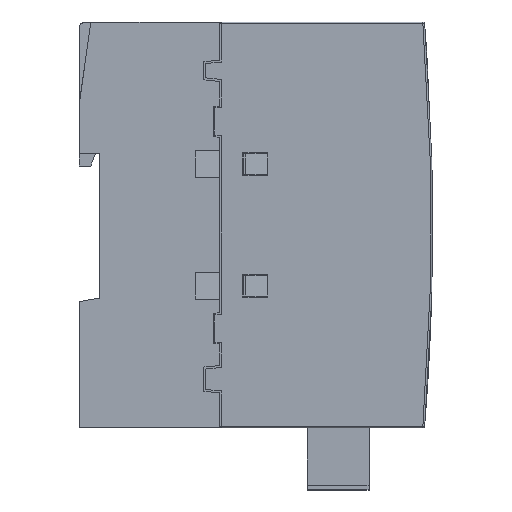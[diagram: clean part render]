
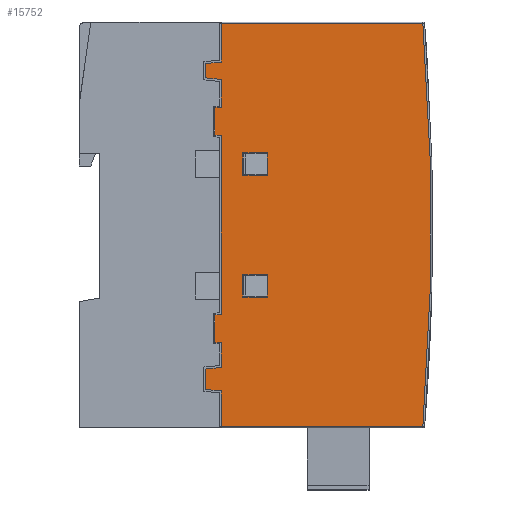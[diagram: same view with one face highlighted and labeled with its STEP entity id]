
A CAD part, left-side view. The second image highlights one B-rep face of the part: STEP entity #15752.
In plain terms, the highlighted planar face has unit normal (-1, 0, 0).
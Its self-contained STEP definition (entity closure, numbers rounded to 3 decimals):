
#15752=ADVANCED_FACE('NONE',(#19405,#19406,#19407),#17553,.F.);
#17553=PLANE('',#52984);
#18915=CIRCLE('',#52983,614.6);
#19405=FACE_BOUND('',#19984,.T.);
#19406=FACE_BOUND('',#19985,.T.);
#19407=FACE_BOUND('',#19986,.T.);
#19984=EDGE_LOOP('',(#23694,#23695,#23696,#23697,#23698,#23699,#23700,#23701,
#23702,#23703,#23704,#23705,#23706,#23707,#23708,#23709,#23710,#23711,#23712,
#23713));
#19985=EDGE_LOOP('',(#23714,#23715,#23716,#23717));
#19986=EDGE_LOOP('',(#23718,#23719,#23720,#23721));
#23694=ORIENTED_EDGE('',*,*,#38989,.T.);
#23695=ORIENTED_EDGE('',*,*,#38990,.T.);
#23696=ORIENTED_EDGE('',*,*,#38991,.T.);
#23697=ORIENTED_EDGE('',*,*,#38992,.T.);
#23698=ORIENTED_EDGE('',*,*,#38993,.T.);
#23699=ORIENTED_EDGE('',*,*,#38994,.T.);
#23700=ORIENTED_EDGE('',*,*,#38995,.T.);
#23701=ORIENTED_EDGE('',*,*,#38996,.T.);
#23702=ORIENTED_EDGE('',*,*,#38997,.T.);
#23703=ORIENTED_EDGE('',*,*,#38998,.T.);
#23704=ORIENTED_EDGE('',*,*,#38999,.T.);
#23705=ORIENTED_EDGE('',*,*,#39000,.T.);
#23706=ORIENTED_EDGE('',*,*,#39001,.T.);
#23707=ORIENTED_EDGE('',*,*,#39002,.T.);
#23708=ORIENTED_EDGE('',*,*,#39003,.T.);
#23709=ORIENTED_EDGE('',*,*,#39004,.T.);
#23710=ORIENTED_EDGE('',*,*,#39005,.T.);
#23711=ORIENTED_EDGE('',*,*,#39006,.T.);
#23712=ORIENTED_EDGE('',*,*,#39007,.T.);
#23713=ORIENTED_EDGE('',*,*,#39008,.T.);
#23714=ORIENTED_EDGE('',*,*,#39009,.T.);
#23715=ORIENTED_EDGE('',*,*,#38465,.T.);
#23716=ORIENTED_EDGE('',*,*,#39010,.T.);
#23717=ORIENTED_EDGE('',*,*,#39011,.T.);
#23718=ORIENTED_EDGE('',*,*,#39012,.T.);
#23719=ORIENTED_EDGE('',*,*,#38481,.T.);
#23720=ORIENTED_EDGE('',*,*,#39013,.T.);
#23721=ORIENTED_EDGE('',*,*,#39014,.T.);
#33460=VERTEX_POINT('',#68216);
#33461=VERTEX_POINT('',#68218);
#33474=VERTEX_POINT('',#68248);
#33475=VERTEX_POINT('',#68250);
#33859=VERTEX_POINT('',#69191);
#33860=VERTEX_POINT('',#69192);
#33861=VERTEX_POINT('',#69194);
#33862=VERTEX_POINT('',#69196);
#33863=VERTEX_POINT('',#69198);
#33864=VERTEX_POINT('',#69200);
#33865=VERTEX_POINT('',#69202);
#33866=VERTEX_POINT('',#69204);
#33867=VERTEX_POINT('',#69206);
#33868=VERTEX_POINT('',#69208);
#33869=VERTEX_POINT('',#69210);
#33870=VERTEX_POINT('',#69212);
#33871=VERTEX_POINT('',#69214);
#33872=VERTEX_POINT('',#69216);
#33873=VERTEX_POINT('',#69218);
#33874=VERTEX_POINT('',#69220);
#33875=VERTEX_POINT('',#69222);
#33876=VERTEX_POINT('',#69224);
#33877=VERTEX_POINT('',#69226);
#33878=VERTEX_POINT('',#69228);
#33879=VERTEX_POINT('',#69231);
#33880=VERTEX_POINT('',#69233);
#33881=VERTEX_POINT('',#69236);
#33882=VERTEX_POINT('',#69238);
#38465=EDGE_CURVE('NONE',#33461,#33460,#44802,.T.);
#38481=EDGE_CURVE('NONE',#33475,#33474,#44818,.T.);
#38989=EDGE_CURVE('NONE',#33859,#33860,#45302,.T.);
#38990=EDGE_CURVE('NONE',#33860,#33861,#45303,.T.);
#38991=EDGE_CURVE('NONE',#33861,#33862,#18915,.T.);
#38992=EDGE_CURVE('NONE',#33862,#33863,#45304,.T.);
#38993=EDGE_CURVE('NONE',#33863,#33864,#45305,.T.);
#38994=EDGE_CURVE('NONE',#33864,#33865,#45306,.T.);
#38995=EDGE_CURVE('NONE',#33865,#33866,#45307,.T.);
#38996=EDGE_CURVE('NONE',#33866,#33867,#45308,.T.);
#38997=EDGE_CURVE('NONE',#33867,#33868,#45309,.T.);
#38998=EDGE_CURVE('NONE',#33868,#33869,#45310,.T.);
#38999=EDGE_CURVE('NONE',#33869,#33870,#45311,.T.);
#39000=EDGE_CURVE('NONE',#33870,#33871,#45312,.T.);
#39001=EDGE_CURVE('NONE',#33871,#33872,#45313,.T.);
#39002=EDGE_CURVE('NONE',#33872,#33873,#45314,.T.);
#39003=EDGE_CURVE('NONE',#33873,#33874,#45315,.T.);
#39004=EDGE_CURVE('NONE',#33874,#33875,#45316,.T.);
#39005=EDGE_CURVE('NONE',#33875,#33876,#45317,.T.);
#39006=EDGE_CURVE('NONE',#33876,#33877,#45318,.T.);
#39007=EDGE_CURVE('NONE',#33877,#33878,#45319,.T.);
#39008=EDGE_CURVE('NONE',#33878,#33859,#45320,.T.);
#39009=EDGE_CURVE('NONE',#33879,#33461,#45321,.T.);
#39010=EDGE_CURVE('NONE',#33460,#33880,#45322,.T.);
#39011=EDGE_CURVE('NONE',#33880,#33879,#45323,.T.);
#39012=EDGE_CURVE('NONE',#33881,#33475,#45324,.T.);
#39013=EDGE_CURVE('NONE',#33474,#33882,#45325,.T.);
#39014=EDGE_CURVE('NONE',#33882,#33881,#45326,.T.);
#44802=LINE('',#68217,#49305);
#44818=LINE('',#68249,#49321);
#45302=LINE('',#69190,#49805);
#45303=LINE('',#69193,#49806);
#45304=LINE('',#69197,#49807);
#45305=LINE('',#69199,#49808);
#45306=LINE('',#69201,#49809);
#45307=LINE('',#69203,#49810);
#45308=LINE('',#69205,#49811);
#45309=LINE('',#69207,#49812);
#45310=LINE('',#69209,#49813);
#45311=LINE('',#69211,#49814);
#45312=LINE('',#69213,#49815);
#45313=LINE('',#69215,#49816);
#45314=LINE('',#69217,#49817);
#45315=LINE('',#69219,#49818);
#45316=LINE('',#69221,#49819);
#45317=LINE('',#69223,#49820);
#45318=LINE('',#69225,#49821);
#45319=LINE('',#69227,#49822);
#45320=LINE('',#69229,#49823);
#45321=LINE('',#69230,#49824);
#45322=LINE('',#69232,#49825);
#45323=LINE('',#69234,#49826);
#45324=LINE('',#69235,#49827);
#45325=LINE('',#69237,#49828);
#45326=LINE('',#69239,#49829);
#49305=VECTOR('',#57185,1.);
#49321=VECTOR('',#57205,1.);
#49805=VECTOR('',#57803,1.);
#49806=VECTOR('',#57804,1.);
#49807=VECTOR('',#57807,1.);
#49808=VECTOR('',#57808,1.);
#49809=VECTOR('',#57809,1.);
#49810=VECTOR('',#57810,1.);
#49811=VECTOR('',#57811,1.);
#49812=VECTOR('',#57812,1.);
#49813=VECTOR('',#57813,1.);
#49814=VECTOR('',#57814,1.);
#49815=VECTOR('',#57815,1.);
#49816=VECTOR('',#57816,1.);
#49817=VECTOR('',#57817,1.);
#49818=VECTOR('',#57818,1.);
#49819=VECTOR('',#57819,1.);
#49820=VECTOR('',#57820,1.);
#49821=VECTOR('',#57821,1.);
#49822=VECTOR('',#57822,1.);
#49823=VECTOR('',#57823,1.);
#49824=VECTOR('',#57824,1.);
#49825=VECTOR('',#57825,1.);
#49826=VECTOR('',#57826,1.);
#49827=VECTOR('',#57827,1.);
#49828=VECTOR('',#57828,1.);
#49829=VECTOR('',#57829,1.);
#52983=AXIS2_PLACEMENT_3D('',#69195,#57805,#57806);
#52984=AXIS2_PLACEMENT_3D('',#69240,#57830,#57831);
#57185=DIRECTION('',(0.,-1.,0.));
#57205=DIRECTION('',(0.,-1.,0.));
#57803=DIRECTION('',(0.,-1.,0.));
#57804=DIRECTION('',(0.,0.,1.));
#57805=DIRECTION('',(-1.,0.,0.));
#57806=DIRECTION('',(0.,0.,-1.));
#57807=DIRECTION('',(0.,0.,-1.));
#57808=DIRECTION('',(0.,-1.,0.));
#57809=DIRECTION('',(0.,-0.101,-0.995));
#57810=DIRECTION('',(0.,-1.,0.));
#57811=DIRECTION('',(0.,-0.101,0.995));
#57812=DIRECTION('',(0.,-1.,0.));
#57813=DIRECTION('',(0.,-0.017,-1.));
#57814=DIRECTION('',(0.,-1.,0.));
#57815=DIRECTION('',(0.,-0.087,0.996));
#57816=DIRECTION('',(0.,-1.,0.));
#57817=DIRECTION('',(0.,-0.087,-0.996));
#57818=DIRECTION('',(0.,-1.,0.));
#57819=DIRECTION('',(0.,-0.017,1.));
#57820=DIRECTION('',(0.,-1.,0.));
#57821=DIRECTION('',(0.,-0.101,-0.995));
#57822=DIRECTION('',(0.,-1.,0.));
#57823=DIRECTION('',(0.,-0.101,0.995));
#57824=DIRECTION('',(0.,0.,1.));
#57825=DIRECTION('',(0.,0.,-1.));
#57826=DIRECTION('',(0.,1.,0.));
#57827=DIRECTION('',(0.,0.,1.));
#57828=DIRECTION('',(0.,0.,-1.));
#57829=DIRECTION('',(0.,1.,0.));
#57830=DIRECTION('',(1.,0.,0.));
#57831=DIRECTION('',(0.,1.,0.));
#68216=CARTESIAN_POINT('',(-22.5,-17.75,11.3));
#68217=CARTESIAN_POINT('',(-22.5,-49.6,11.3));
#68218=CARTESIAN_POINT('',(-22.5,-12.25,11.3));
#68248=CARTESIAN_POINT('',(-22.5,12.25,11.3));
#68249=CARTESIAN_POINT('',(-22.5,-49.6,11.3));
#68250=CARTESIAN_POINT('',(-22.5,17.75,11.3));
#69190=CARTESIAN_POINT('',(-22.5,-49.6,0.));
#69191=CARTESIAN_POINT('',(-22.5,-40.903,0.));
#69192=CARTESIAN_POINT('',(-22.5,-49.6,0.));
#69193=CARTESIAN_POINT('',(-22.5,-49.6,50.));
#69194=CARTESIAN_POINT('',(-22.5,-49.6,49.631));
#69195=CARTESIAN_POINT('',(-22.5,0.,-562.964));
#69196=CARTESIAN_POINT('',(-22.5,49.6,49.631));
#69197=CARTESIAN_POINT('',(-22.5,49.6,0.));
#69198=CARTESIAN_POINT('',(-22.5,49.6,0.));
#69199=CARTESIAN_POINT('',(-22.5,-49.6,0.));
#69200=CARTESIAN_POINT('',(-22.5,40.153,0.));
#69201=CARTESIAN_POINT('',(-22.5,35.786,-43.226));
#69202=CARTESIAN_POINT('',(-22.5,39.759,-3.9));
#69203=CARTESIAN_POINT('',(-22.5,-49.6,-3.9));
#69204=CARTESIAN_POINT('',(-22.5,36.241,-3.9));
#69205=CARTESIAN_POINT('',(-22.5,38.444,-25.705));
#69206=CARTESIAN_POINT('',(-22.5,35.847,0.));
#69207=CARTESIAN_POINT('',(-22.5,-49.6,0.));
#69208=CARTESIAN_POINT('',(-22.5,29.,0.));
#69209=CARTESIAN_POINT('',(-22.5,28.372,-35.961));
#69210=CARTESIAN_POINT('',(-22.5,28.972,-1.6));
#69211=CARTESIAN_POINT('',(-22.5,-49.6,-1.6));
#69212=CARTESIAN_POINT('',(-22.5,22.14,-1.6));
#69213=CARTESIAN_POINT('',(-22.5,24.46,-28.121));
#69214=CARTESIAN_POINT('',(-22.5,22.,0.));
#69215=CARTESIAN_POINT('',(-22.5,-49.6,0.));
#69216=CARTESIAN_POINT('',(-22.5,-22.,0.));
#69217=CARTESIAN_POINT('',(-22.5,-25.214,-36.734));
#69218=CARTESIAN_POINT('',(-22.5,-22.14,-1.6));
#69219=CARTESIAN_POINT('',(-22.5,-49.6,-1.6));
#69220=CARTESIAN_POINT('',(-22.5,-28.972,-1.6));
#69221=CARTESIAN_POINT('',(-22.5,-28.403,-34.23));
#69222=CARTESIAN_POINT('',(-22.5,-29.,0.));
#69223=CARTESIAN_POINT('',(-22.5,-49.6,0.));
#69224=CARTESIAN_POINT('',(-22.5,-35.097,0.));
#69225=CARTESIAN_POINT('',(-22.5,-38.704,-35.701));
#69226=CARTESIAN_POINT('',(-22.5,-35.491,-3.9));
#69227=CARTESIAN_POINT('',(-22.5,-49.6,-3.9));
#69228=CARTESIAN_POINT('',(-22.5,-40.509,-3.9));
#69229=CARTESIAN_POINT('',(-22.5,-37.53,-33.381));
#69230=CARTESIAN_POINT('',(-22.5,-12.25,-34.6));
#69231=CARTESIAN_POINT('',(-22.5,-12.25,5.3));
#69232=CARTESIAN_POINT('',(-22.5,-17.75,-34.6));
#69233=CARTESIAN_POINT('',(-22.5,-17.75,5.3));
#69234=CARTESIAN_POINT('',(-22.5,-49.6,5.3));
#69235=CARTESIAN_POINT('',(-22.5,17.75,-34.6));
#69236=CARTESIAN_POINT('',(-22.5,17.75,5.3));
#69237=CARTESIAN_POINT('',(-22.5,12.25,-34.6));
#69238=CARTESIAN_POINT('',(-22.5,12.25,5.3));
#69239=CARTESIAN_POINT('',(-22.5,-49.6,5.3));
#69240=CARTESIAN_POINT('',(-22.5,-49.6,-34.6));
